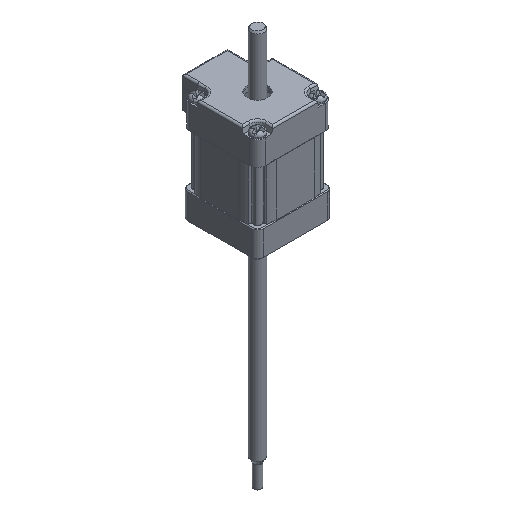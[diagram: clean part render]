
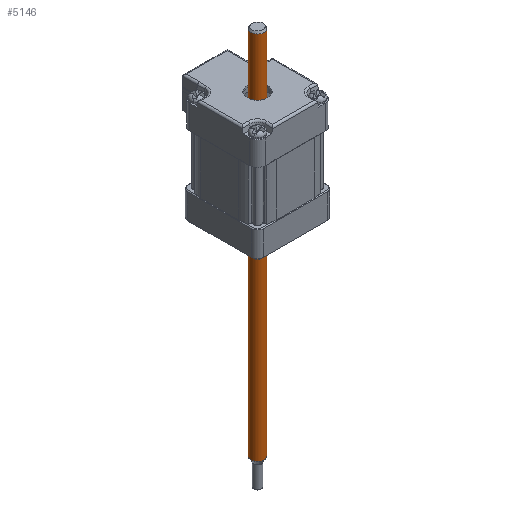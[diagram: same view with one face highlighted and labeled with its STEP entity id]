
A CAD part, isometric view. The second image highlights one B-rep face of the part: STEP entity #5146.
In plain terms, the highlighted cylindrical face has radius 1.75 mm (diameter 3.5 mm), a partial arc.
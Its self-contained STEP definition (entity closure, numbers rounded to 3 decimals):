
#673 = EDGE_CURVE ( 'NONE', #7926, #1069, #3130, .T. ) ;
#821 = EDGE_CURVE ( 'NONE', #7926, #2208, #4165, .T. ) ;
#892 = EDGE_CURVE ( 'NONE', #1069, #3300, #1366, .T. ) ;
#1069 = VERTEX_POINT ( 'NONE', #7104 ) ;
#1156 = DIRECTION ( 'NONE',  ( 0., 0., -1. ) ) ;
#1366 = CIRCLE ( 'NONE', #8468, 1.75 ) ;
#1370 = VECTOR ( 'NONE', #1156, 1000. ) ;
#2063 = EDGE_LOOP ( 'NONE', ( #8681, #3182, #4213, #11317 ) ) ;
#2208 = VERTEX_POINT ( 'NONE', #3750 ) ;
#3130 = LINE ( 'NONE', #11557, #7680 ) ;
#3182 = ORIENTED_EDGE ( 'NONE', *, *, #821, .T. ) ;
#3300 = VERTEX_POINT ( 'NONE', #5424 ) ;
#3559 = DIRECTION ( 'NONE',  ( -0.725, 0.689, 0. ) ) ;
#3750 = CARTESIAN_POINT ( 'NONE',  ( 1.185, -2.047, 30.416 ) ) ;
#4131 = DIRECTION ( 'NONE',  ( -0.725, 0.689, 0. ) ) ;
#4165 = CIRCLE ( 'NONE', #7442, 1.75 ) ;
#4213 = ORIENTED_EDGE ( 'NONE', *, *, #10757, .T. ) ;
#4389 = AXIS2_PLACEMENT_3D ( 'NONE', #6558, #6264, #3559 ) ;
#5090 = CARTESIAN_POINT ( 'NONE',  ( 2.453, -3.253, -67.785 ) ) ;
#5146 = ADVANCED_FACE ( 'NONE', ( #11552 ), #6810, .T. ) ;
#5424 = CARTESIAN_POINT ( 'NONE',  ( 1.185, -2.047, -67.785 ) ) ;
#5930 = DIRECTION ( 'NONE',  ( 0., 0., -1. ) ) ;
#6264 = DIRECTION ( 'NONE',  ( 0., 0., -1. ) ) ;
#6558 = CARTESIAN_POINT ( 'NONE',  ( 2.453, -3.253, -90.484 ) ) ;
#6668 = CARTESIAN_POINT ( 'NONE',  ( 1.185, -2.047, -90.484 ) ) ;
#6810 = CYLINDRICAL_SURFACE ( 'NONE', #4389, 1.75 ) ;
#7104 = CARTESIAN_POINT ( 'NONE',  ( 3.721, -4.459, -67.785 ) ) ;
#7208 = DIRECTION ( 'NONE',  ( 0.725, -0.689, 0. ) ) ;
#7442 = AXIS2_PLACEMENT_3D ( 'NONE', #7820, #5930, #4131 ) ;
#7680 = VECTOR ( 'NONE', #9767, 1000. ) ;
#7820 = CARTESIAN_POINT ( 'NONE',  ( 2.453, -3.253, 30.416 ) ) ;
#7926 = VERTEX_POINT ( 'NONE', #9392 ) ;
#8468 = AXIS2_PLACEMENT_3D ( 'NONE', #5090, #10320, #7208 ) ;
#8681 = ORIENTED_EDGE ( 'NONE', *, *, #673, .F. ) ;
#9392 = CARTESIAN_POINT ( 'NONE',  ( 3.721, -4.459, 30.416 ) ) ;
#9767 = DIRECTION ( 'NONE',  ( 0., 0., -1. ) ) ;
#10320 = DIRECTION ( 'NONE',  ( 0., 0., -1. ) ) ;
#10757 = EDGE_CURVE ( 'NONE', #2208, #3300, #11002, .T. ) ;
#11002 = LINE ( 'NONE', #6668, #1370 ) ;
#11317 = ORIENTED_EDGE ( 'NONE', *, *, #892, .F. ) ;
#11552 = FACE_OUTER_BOUND ( 'NONE', #2063, .T. ) ;
#11557 = CARTESIAN_POINT ( 'NONE',  ( 3.721, -4.459, -90.484 ) ) ;
